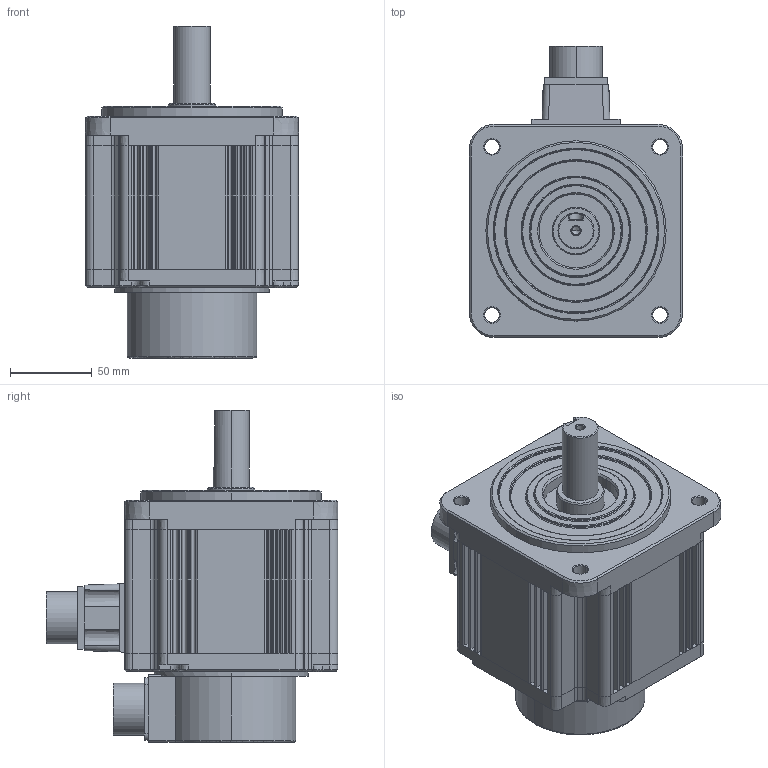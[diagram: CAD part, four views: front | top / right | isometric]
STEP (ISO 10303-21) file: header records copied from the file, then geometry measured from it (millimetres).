
FILE_DESCRIPTION (( 'STEP AP214' ), '1' );
FILE_NAME ('ECMA-EX1310ES 210N.STEP', '2020-06-09T16:59:57', ( '' ), ( '' ), 'SwSTEP 2.0', 'SolidWorks 2017', '' );
FILE_SCHEMA (( 'AUTOMOTIVE_DESIGN' ));
Length unit declared in the file: inch
Products named in the file (1): ECMA-EX1310ES 210N
Bounding box: 130 x 177.75 x 202.5 mm (x, y, z)
Volume: 1922191.8 mm3; surface area: 129869.4 mm2
Topology: 1 solids, 1 shells, 527 faces, 1304 edges, 792 vertices
Faces by surface type: plane 265, cylinder 140, cone 104, bspline 18
Entity records: 17257 total; most frequent: CARTESIAN_POINT 4678, DIRECTION 2686, ORIENTED_EDGE 2604, EDGE_CURVE 1302, AXIS2_PLACEMENT_3D 949, VERTEX_POINT 792, LINE 788, VECTOR 788
